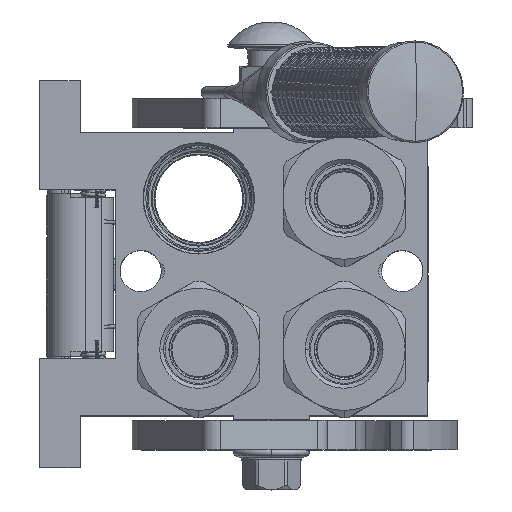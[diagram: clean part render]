
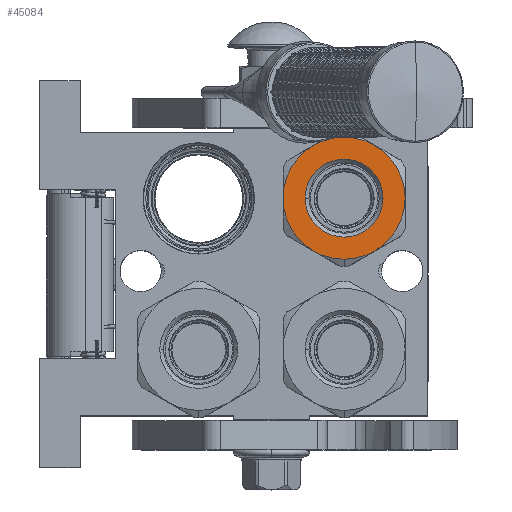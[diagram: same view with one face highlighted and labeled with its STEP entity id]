
A CAD part, top view. The second image highlights one B-rep face of the part: STEP entity #45084.
In plain terms, the highlighted face is planar.
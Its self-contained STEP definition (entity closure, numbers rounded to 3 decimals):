
#547 = CARTESIAN_POINT ( 'NONE',  ( 100.6, 21., 0. ) ) ;
#832 = DIRECTION ( 'NONE',  ( 0., -1., 0. ) ) ;
#7390 = VERTEX_POINT ( 'NONE', #36891 ) ;
#11465 = EDGE_CURVE ( 'NONE', #81493, #19548, #62926, .T. ) ;
#13098 = CARTESIAN_POINT ( 'NONE',  ( 100.6, 0., 0. ) ) ;
#14489 = FACE_BOUND ( 'NONE', #50202, .T. ) ;
#16604 = DIRECTION ( 'NONE',  ( 1., 0., 0. ) ) ;
#18752 = AXIS2_PLACEMENT_3D ( 'NONE', #109879, #138361, #167536 ) ;
#19548 = VERTEX_POINT ( 'NONE', #68888 ) ;
#22236 = CARTESIAN_POINT ( 'NONE',  ( 100.6, 13.4, 0. ) ) ;
#25004 = DIRECTION ( 'NONE',  ( 1., 0., 0. ) ) ;
#27230 = VERTEX_POINT ( 'NONE', #117859 ) ;
#27498 = DIRECTION ( 'NONE',  ( 0., 0.5, 0.866 ) ) ;
#27510 = ORIENTED_EDGE ( 'NONE', *, *, #141341, .F. ) ;
#30826 = ORIENTED_EDGE ( 'NONE', *, *, #93988, .T. ) ;
#36891 = CARTESIAN_POINT ( 'NONE',  ( 100.6, -21., 0. ) ) ;
#37044 = AXIS2_PLACEMENT_3D ( 'NONE', #124566, #139107, #52484 ) ;
#37125 = DIRECTION ( 'NONE',  ( 0., 0., 1. ) ) ;
#38132 = ORIENTED_EDGE ( 'NONE', *, *, #119248, .T. ) ;
#41127 = CIRCLE ( 'NONE', #131554, 21. ) ;
#44062 = CIRCLE ( 'NONE', #105362, 21. ) ;
#45084 = ADVANCED_FACE ( 'NONE', ( #66600, #14489 ), #123755, .F. ) ;
#46799 = CARTESIAN_POINT ( 'NONE',  ( 100.6, 10.5, 18.187 ) ) ;
#50202 = EDGE_LOOP ( 'NONE', ( #119493, #178314 ) ) ;
#52484 = DIRECTION ( 'NONE',  ( 0., 1., 0. ) ) ;
#53393 = CIRCLE ( 'NONE', #122379, 13.4 ) ;
#59750 = VERTEX_POINT ( 'NONE', #162469 ) ;
#62926 = CIRCLE ( 'NONE', #18752, 21. ) ;
#65534 = CIRCLE ( 'NONE', #110322, 21. ) ;
#66600 = FACE_OUTER_BOUND ( 'NONE', #83745, .T. ) ;
#66770 = CARTESIAN_POINT ( 'NONE',  ( 100.6, 0., 0. ) ) ;
#68888 = CARTESIAN_POINT ( 'NONE',  ( 100.6, -10.5, 18.187 ) ) ;
#72604 = DIRECTION ( 'NONE',  ( 0., -1., 0. ) ) ;
#80577 = AXIS2_PLACEMENT_3D ( 'NONE', #13098, #112439, #127587 ) ;
#80760 = CARTESIAN_POINT ( 'NONE',  ( 100.6, 0., 0. ) ) ;
#81235 = EDGE_CURVE ( 'NONE', #27230, #59750, #65534, .T. ) ;
#81493 = VERTEX_POINT ( 'NONE', #102656 ) ;
#81590 = ORIENTED_EDGE ( 'NONE', *, *, #96461, .T. ) ;
#81857 = CARTESIAN_POINT ( 'NONE',  ( 100.6, 0., 0. ) ) ;
#83291 = CIRCLE ( 'NONE', #37044, 13.4 ) ;
#83745 = EDGE_LOOP ( 'NONE', ( #38132, #81590, #138979, #116684, #27510, #30826, #164602 ) ) ;
#83802 = CARTESIAN_POINT ( 'NONE',  ( 100.6, 0., 0. ) ) ;
#89705 = VERTEX_POINT ( 'NONE', #177094 ) ;
#93988 = EDGE_CURVE ( 'NONE', #158068, #81493, #157318, .T. ) ;
#96461 = EDGE_CURVE ( 'NONE', #7390, #27230, #159523, .T. ) ;
#100216 = AXIS2_PLACEMENT_3D ( 'NONE', #129807, #16604, #832 ) ;
#102656 = CARTESIAN_POINT ( 'NONE',  ( 100.6, 0., 21. ) ) ;
#105362 = AXIS2_PLACEMENT_3D ( 'NONE', #83802, #184997, #27498 ) ;
#109812 = DIRECTION ( 'NONE',  ( -1., 0., 0. ) ) ;
#109879 = CARTESIAN_POINT ( 'NONE',  ( 100.6, 0., 0. ) ) ;
#110322 = AXIS2_PLACEMENT_3D ( 'NONE', #81857, #167340, #184270 ) ;
#112349 = AXIS2_PLACEMENT_3D ( 'NONE', #66770, #177496, #166161 ) ;
#112439 = DIRECTION ( 'NONE',  ( 1., 0., 0. ) ) ;
#115129 = CIRCLE ( 'NONE', #112349, 21. ) ;
#116684 = ORIENTED_EDGE ( 'NONE', *, *, #149765, .F. ) ;
#116889 = CARTESIAN_POINT ( 'NONE',  ( 100.6, 0., 0. ) ) ;
#117859 = CARTESIAN_POINT ( 'NONE',  ( 100.6, -10.5, -18.187 ) ) ;
#119248 = EDGE_CURVE ( 'NONE', #19548, #7390, #41127, .T. ) ;
#119493 = ORIENTED_EDGE ( 'NONE', *, *, #165375, .T. ) ;
#122379 = AXIS2_PLACEMENT_3D ( 'NONE', #116889, #130742, #72604 ) ;
#123755 = PLANE ( 'NONE',  #130031 ) ;
#124566 = CARTESIAN_POINT ( 'NONE',  ( 100.6, 0., 0. ) ) ;
#127587 = DIRECTION ( 'NONE',  ( 0., 0.5, 0.866 ) ) ;
#129807 = CARTESIAN_POINT ( 'NONE',  ( 100.6, 0., 0. ) ) ;
#130031 = AXIS2_PLACEMENT_3D ( 'NONE', #80760, #109812, #37125 ) ;
#130742 = DIRECTION ( 'NONE',  ( -1., 0., 0. ) ) ;
#131554 = AXIS2_PLACEMENT_3D ( 'NONE', #155932, #25004, #168655 ) ;
#135272 = VERTEX_POINT ( 'NONE', #22236 ) ;
#138361 = DIRECTION ( 'NONE',  ( 1., 0., 0. ) ) ;
#138979 = ORIENTED_EDGE ( 'NONE', *, *, #81235, .T. ) ;
#139107 = DIRECTION ( 'NONE',  ( -1., 0., 0. ) ) ;
#141341 = EDGE_CURVE ( 'NONE', #158068, #181967, #44062, .T. ) ;
#149765 = EDGE_CURVE ( 'NONE', #181967, #59750, #115129, .T. ) ;
#155932 = CARTESIAN_POINT ( 'NONE',  ( 100.6, 0., 0. ) ) ;
#157318 = CIRCLE ( 'NONE', #80577, 21. ) ;
#158068 = VERTEX_POINT ( 'NONE', #46799 ) ;
#159523 = CIRCLE ( 'NONE', #100216, 21. ) ;
#162469 = CARTESIAN_POINT ( 'NONE',  ( 100.6, 10.5, -18.187 ) ) ;
#164602 = ORIENTED_EDGE ( 'NONE', *, *, #11465, .T. ) ;
#165375 = EDGE_CURVE ( 'NONE', #89705, #135272, #53393, .T. ) ;
#166161 = DIRECTION ( 'NONE',  ( 0., 1., 0. ) ) ;
#167340 = DIRECTION ( 'NONE',  ( 1., 0., 0. ) ) ;
#167536 = DIRECTION ( 'NONE',  ( 0., 0.5, 0.866 ) ) ;
#168655 = DIRECTION ( 'NONE',  ( 0., -0.5, 0.866 ) ) ;
#177094 = CARTESIAN_POINT ( 'NONE',  ( 100.6, -13.4, 0. ) ) ;
#177496 = DIRECTION ( 'NONE',  ( -1., 0., 0. ) ) ;
#178314 = ORIENTED_EDGE ( 'NONE', *, *, #186001, .T. ) ;
#181967 = VERTEX_POINT ( 'NONE', #547 ) ;
#184270 = DIRECTION ( 'NONE',  ( 0., -0.5, -0.866 ) ) ;
#184997 = DIRECTION ( 'NONE',  ( -1., 0., 0. ) ) ;
#186001 = EDGE_CURVE ( 'NONE', #135272, #89705, #83291, .T. ) ;
